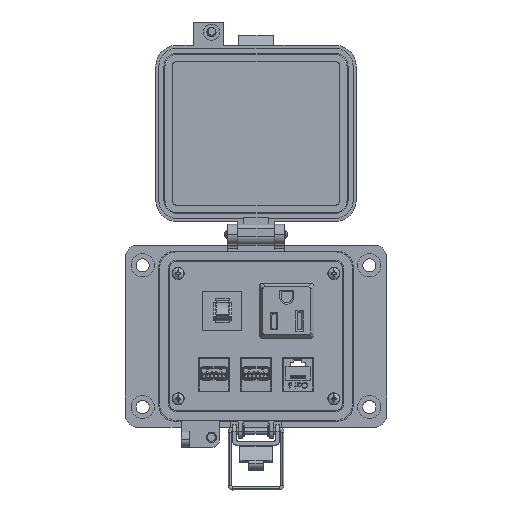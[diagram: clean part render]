
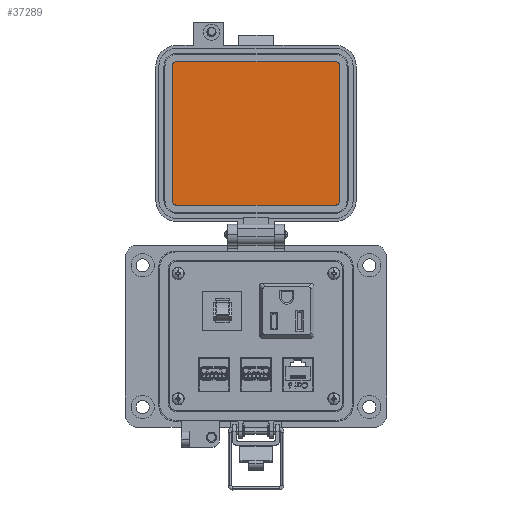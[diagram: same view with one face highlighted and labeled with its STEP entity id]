
A CAD part, top view. The second image highlights one B-rep face of the part: STEP entity #37289.
In plain terms, the highlighted planar face has unit normal (0, 0, 1).
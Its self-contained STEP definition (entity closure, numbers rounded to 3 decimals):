
#519 = CIRCLE ( 'NONE', #68560, 2.299 ) ;
#1872 = CARTESIAN_POINT ( 'NONE',  ( 38.212, 93.196, 19.202 ) ) ;
#2085 = VERTEX_POINT ( 'NONE', #10856 ) ;
#2378 = CARTESIAN_POINT ( 'NONE',  ( 35.912, 128.688, 19.202 ) ) ;
#2454 = DIRECTION ( 'NONE',  ( 0., 0., -1. ) ) ;
#6384 = LINE ( 'NONE', #34907, #15326 ) ;
#6755 = VECTOR ( 'NONE', #77969, 1000. ) ;
#7627 = LINE ( 'NONE', #69688, #34239 ) ;
#10605 = DIRECTION ( 'NONE',  ( 0., 0., -1. ) ) ;
#10856 = CARTESIAN_POINT ( 'NONE',  ( -42.469, 57.705, 19.202 ) ) ;
#11481 = DIRECTION ( 'NONE',  ( 1., 0., 0. ) ) ;
#15042 = EDGE_CURVE ( 'NONE', #29287, #69608, #85578, .T. ) ;
#15326 = VECTOR ( 'NONE', #68880, 1000. ) ;
#15445 = VERTEX_POINT ( 'NONE', #52431 ) ;
#15722 = VERTEX_POINT ( 'NONE', #72314 ) ;
#20920 = VERTEX_POINT ( 'NONE', #38538 ) ;
#21641 = DIRECTION ( 'NONE',  ( 0., 1., 0. ) ) ;
#22379 = ORIENTED_EDGE ( 'NONE', *, *, #15042, .F. ) ;
#25389 = EDGE_CURVE ( 'NONE', #15445, #27757, #7627, .T. ) ;
#27757 = VERTEX_POINT ( 'NONE', #55779 ) ;
#29097 = LINE ( 'NONE', #56726, #48818 ) ;
#29287 = VERTEX_POINT ( 'NONE', #2378 ) ;
#29716 = AXIS2_PLACEMENT_3D ( 'NONE', #57851, #85438, #85870 ) ;
#31176 = CIRCLE ( 'NONE', #29716, 2.299 ) ;
#34239 = VECTOR ( 'NONE', #21641, 1000. ) ;
#34404 = DIRECTION ( 'NONE',  ( 0., 0., 1. ) ) ;
#34907 = CARTESIAN_POINT ( 'NONE',  ( -3.279, 57.705, 19.202 ) ) ;
#37289 = ADVANCED_FACE ( 'NONE', ( #62904 ), #55207, .T. ) ;
#38257 = CIRCLE ( 'NONE', #45488, 2.299 ) ;
#38538 = CARTESIAN_POINT ( 'NONE',  ( -42.469, 128.688, 19.202 ) ) ;
#39310 = AXIS2_PLACEMENT_3D ( 'NONE', #64508, #2454, #44990 ) ;
#40168 = ORIENTED_EDGE ( 'NONE', *, *, #71988, .F. ) ;
#40993 = ORIENTED_EDGE ( 'NONE', *, *, #67751, .F. ) ;
#41629 = DIRECTION ( 'NONE',  ( -1., 0., 0. ) ) ;
#42940 = ORIENTED_EDGE ( 'NONE', *, *, #79658, .F. ) ;
#43424 = ORIENTED_EDGE ( 'NONE', *, *, #51266, .F. ) ;
#44146 = EDGE_LOOP ( 'NONE', ( #40993, #72002, #22379, #42940, #40168, #69648, #43424, #78135 ) ) ;
#44990 = DIRECTION ( 'NONE',  ( 1., 0., 0. ) ) ;
#45488 = AXIS2_PLACEMENT_3D ( 'NONE', #81215, #10605, #11481 ) ;
#47422 = AXIS2_PLACEMENT_3D ( 'NONE', #82377, #34404, #41629 ) ;
#48818 = VECTOR ( 'NONE', #49482, 1000. ) ;
#49482 = DIRECTION ( 'NONE',  ( 1., 0., 0. ) ) ;
#51266 = EDGE_CURVE ( 'NONE', #2085, #15445, #38257, .T. ) ;
#52256 = EDGE_CURVE ( 'NONE', #69608, #78905, #64372, .T. ) ;
#52431 = CARTESIAN_POINT ( 'NONE',  ( -44.769, 60.004, 19.202 ) ) ;
#55207 = PLANE ( 'NONE',  #47422 ) ;
#55779 = CARTESIAN_POINT ( 'NONE',  ( -44.769, 126.389, 19.202 ) ) ;
#56726 = CARTESIAN_POINT ( 'NONE',  ( -3.279, 128.688, 19.202 ) ) ;
#57851 = CARTESIAN_POINT ( 'NONE',  ( 35.912, 60.004, 19.202 ) ) ;
#62904 = FACE_OUTER_BOUND ( 'NONE', #44146, .T. ) ;
#64372 = LINE ( 'NONE', #1872, #6755 ) ;
#64508 = CARTESIAN_POINT ( 'NONE',  ( 35.912, 126.389, 19.202 ) ) ;
#66030 = DIRECTION ( 'NONE',  ( 0., -1., 0. ) ) ;
#67379 = CARTESIAN_POINT ( 'NONE',  ( -42.469, 126.389, 19.202 ) ) ;
#67751 = EDGE_CURVE ( 'NONE', #78905, #15722, #31176, .T. ) ;
#68560 = AXIS2_PLACEMENT_3D ( 'NONE', #67379, #80040, #66030 ) ;
#68880 = DIRECTION ( 'NONE',  ( -1., 0., 0. ) ) ;
#69035 = CARTESIAN_POINT ( 'NONE',  ( 38.212, 126.389, 19.202 ) ) ;
#69608 = VERTEX_POINT ( 'NONE', #69035 ) ;
#69648 = ORIENTED_EDGE ( 'NONE', *, *, #25389, .F. ) ;
#69688 = CARTESIAN_POINT ( 'NONE',  ( -44.769, 93.196, 19.202 ) ) ;
#71988 = EDGE_CURVE ( 'NONE', #27757, #20920, #519, .T. ) ;
#72002 = ORIENTED_EDGE ( 'NONE', *, *, #52256, .F. ) ;
#72314 = CARTESIAN_POINT ( 'NONE',  ( 35.912, 57.705, 19.202 ) ) ;
#74937 = EDGE_CURVE ( 'NONE', #15722, #2085, #6384, .T. ) ;
#77969 = DIRECTION ( 'NONE',  ( 0., -1., 0. ) ) ;
#78135 = ORIENTED_EDGE ( 'NONE', *, *, #74937, .F. ) ;
#78905 = VERTEX_POINT ( 'NONE', #83305 ) ;
#79658 = EDGE_CURVE ( 'NONE', #20920, #29287, #29097, .T. ) ;
#80040 = DIRECTION ( 'NONE',  ( 0., 0., -1. ) ) ;
#81215 = CARTESIAN_POINT ( 'NONE',  ( -42.469, 60.004, 19.202 ) ) ;
#82377 = CARTESIAN_POINT ( 'NONE',  ( 39.871, 130.108, 19.202 ) ) ;
#83305 = CARTESIAN_POINT ( 'NONE',  ( 38.212, 60.004, 19.202 ) ) ;
#85438 = DIRECTION ( 'NONE',  ( 0., 0., -1. ) ) ;
#85578 = CIRCLE ( 'NONE', #39310, 2.299 ) ;
#85870 = DIRECTION ( 'NONE',  ( 0., -1., 0. ) ) ;
